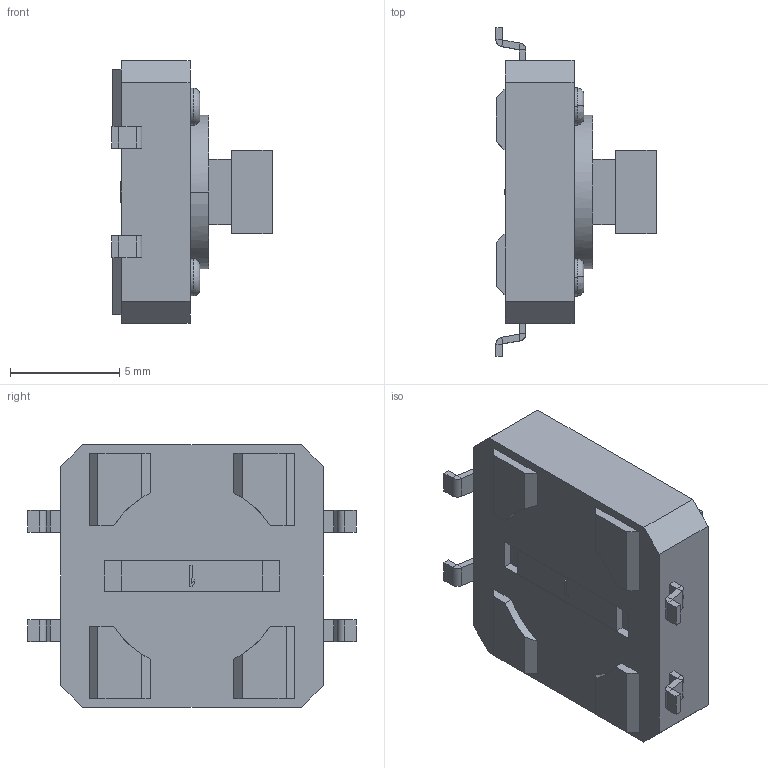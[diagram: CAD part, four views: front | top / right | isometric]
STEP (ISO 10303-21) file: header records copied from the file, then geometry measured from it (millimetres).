
FILE_DESCRIPTION (( 'STEP AP203' ), '1' );
FILE_NAME ('TS-1003ST.STEP', '2020-05-27T10:05:59', ( '' ), ( '' ), 'SwSTEP 2.0', 'SolidWorks 2019', '' );
FILE_SCHEMA (( 'CONFIG_CONTROL_DESIGN' ));
Length unit declared in the file: millimetre
Products named in the file (1): TS-1003ST
Bounding box: 7.32 x 15 x 12 mm (x, y, z)
Surface area: 1278.1 mm2 (no closed solid volume)
Topology: 0 solids, 104 shells, 463 faces, 1551 edges, 1218 vertices
Faces by surface type: bspline 463
Entity records: 17609 total; most frequent: CARTESIAN_POINT 9131, ORIENTED_EDGE 2340, EDGE_CURVE 1547, B_SPLINE_CURVE_WITH_KNOTS 1325, VERTEX_POINT 1218, EDGE_LOOP 518, ADVANCED_FACE 463, FACE_OUTER_BOUND 463
